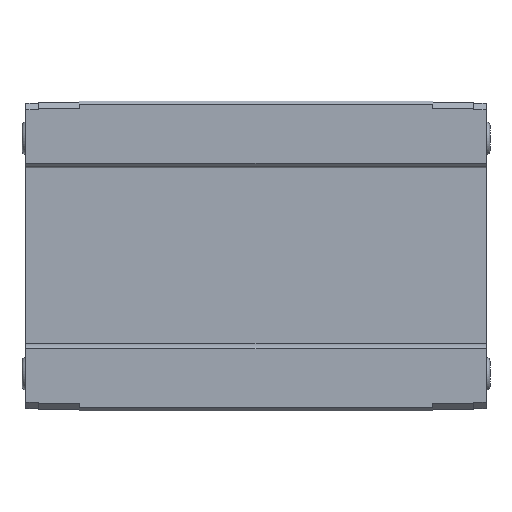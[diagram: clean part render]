
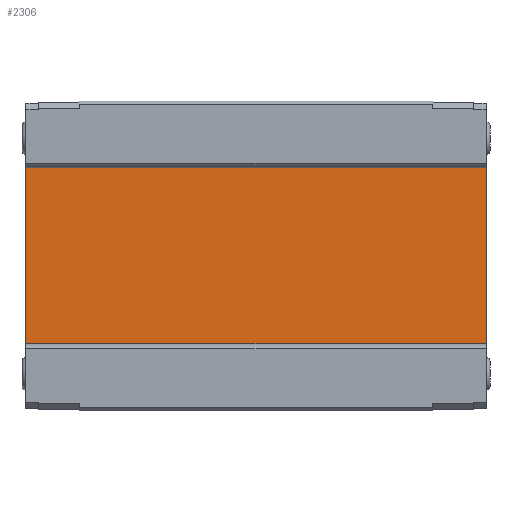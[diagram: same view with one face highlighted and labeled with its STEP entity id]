
A CAD part, front view. The second image highlights one B-rep face of the part: STEP entity #2306.
In plain terms, the highlighted planar face has unit normal (0, -1, 0).
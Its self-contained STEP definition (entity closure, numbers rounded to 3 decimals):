
#445 = CARTESIAN_POINT ( 'NONE',  ( 29.7, 5.1, 11.6 ) ) ;
#493 = CARTESIAN_POINT ( 'NONE',  ( 29.7, 5.1, -11.6 ) ) ;
#525 = DIRECTION ( 'NONE',  ( 0., 0., -1. ) ) ;
#526 = VECTOR ( 'NONE', #525, 1000. ) ;
#527 = CARTESIAN_POINT ( 'NONE',  ( 29.7, 5.1, 11.6 ) ) ;
#528 = LINE ( 'NONE', #527, #526 ) ;
#760 = DIRECTION ( 'NONE',  ( -1., 0., 0. ) ) ;
#761 = VECTOR ( 'NONE', #760, 1000. ) ;
#762 = CARTESIAN_POINT ( 'NONE',  ( 22.8, 5.1, 11.6 ) ) ;
#763 = LINE ( 'NONE', #762, #761 ) ;
#764 = DIRECTION ( 'NONE',  ( 0., 0., 1. ) ) ;
#765 = DIRECTION ( 'NONE',  ( 0., 1., 0. ) ) ;
#766 = CARTESIAN_POINT ( 'NONE',  ( 22.8, 5.1, 11.6 ) ) ;
#767 = AXIS2_PLACEMENT_3D ( 'NONE', #766, #765, #764 ) ;
#768 = PLANE ( 'NONE',  #767 ) ;
#769 = FACE_OUTER_BOUND ( 'NONE', #2305, .T. ) ;
#770 = DIRECTION ( 'NONE',  ( -1., 0., 0. ) ) ;
#771 = VECTOR ( 'NONE', #770, 1000. ) ;
#772 = CARTESIAN_POINT ( 'NONE',  ( 22.8, 5.1, -11.6 ) ) ;
#773 = LINE ( 'NONE', #772, #771 ) ;
#1453 = CARTESIAN_POINT ( 'NONE',  ( -29.7, 5.1, -11.6 ) ) ;
#1494 = CARTESIAN_POINT ( 'NONE',  ( -29.7, 5.1, 11.6 ) ) ;
#1509 = DIRECTION ( 'NONE',  ( 0., 0., 1. ) ) ;
#1510 = VECTOR ( 'NONE', #1509, 1000. ) ;
#1511 = CARTESIAN_POINT ( 'NONE',  ( -29.7, 5.1, -11.6 ) ) ;
#1512 = LINE ( 'NONE', #1511, #1510 ) ;
#2113 = VERTEX_POINT ( 'NONE', #445 ) ;
#2119 = VERTEX_POINT ( 'NONE', #493 ) ;
#2136 = EDGE_CURVE ( 'NONE', #2113, #2119, #528, .T. ) ;
#2293 = ORIENTED_EDGE ( 'NONE', *, *, #2302, .F. ) ;
#2297 = ORIENTED_EDGE ( 'NONE', *, *, #2136, .F. ) ;
#2302 = EDGE_CURVE ( 'NONE', #2119, #2697, #773, .T. ) ;
#2303 = ORIENTED_EDGE ( 'NONE', *, *, #2699, .F. ) ;
#2304 = ORIENTED_EDGE ( 'NONE', *, *, #2308, .T. ) ;
#2305 = EDGE_LOOP ( 'NONE', ( #2304, #2303, #2293, #2297 ) ) ;
#2306 = ADVANCED_FACE ( 'NONE', ( #769 ), #768, .F. ) ;
#2308 = EDGE_CURVE ( 'NONE', #2113, #2706, #763, .T. ) ;
#2697 = VERTEX_POINT ( 'NONE', #1453 ) ;
#2699 = EDGE_CURVE ( 'NONE', #2697, #2706, #1512, .T. ) ;
#2706 = VERTEX_POINT ( 'NONE', #1494 ) ;
